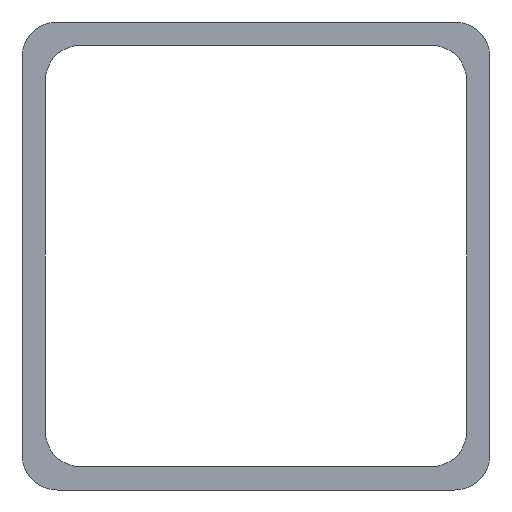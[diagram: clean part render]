
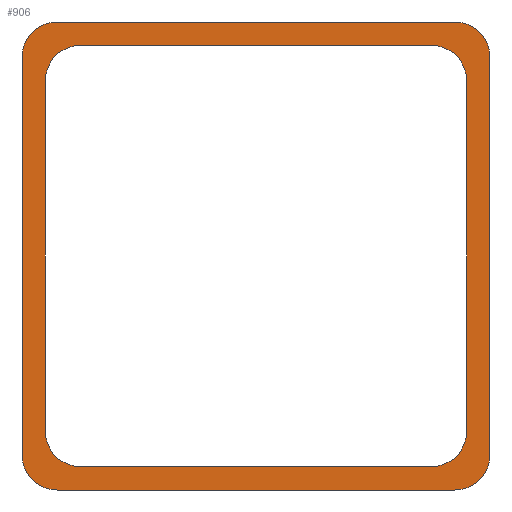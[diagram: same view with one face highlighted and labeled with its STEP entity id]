
A CAD part, left-side view. The second image highlights one B-rep face of the part: STEP entity #906.
In plain terms, the highlighted planar face has unit normal (-1, 0, 0).
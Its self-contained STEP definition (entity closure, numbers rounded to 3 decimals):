
#28=FACE_BOUND('',#154,.T.);
#55=PLANE('',#998);
#96=FACE_OUTER_BOUND('',#153,.T.);
#153=EDGE_LOOP('',(#781,#782,#783,#784,#785,#786,#787,#788));
#154=EDGE_LOOP('',(#789,#790,#791,#792,#793,#794,#795,#796));
#223=LINE('',#1422,#311);
#226=LINE('',#1428,#314);
#237=LINE('',#1468,#325);
#241=LINE('',#1486,#329);
#244=LINE('',#1492,#332);
#245=LINE('',#1496,#333);
#246=LINE('',#1500,#334);
#247=LINE('',#1502,#335);
#311=VECTOR('',#1157,10.);
#314=VECTOR('',#1162,10.);
#325=VECTOR('',#1207,10.);
#329=VECTOR('',#1225,10.);
#332=VECTOR('',#1230,10.);
#333=VECTOR('',#1233,10.);
#334=VECTOR('',#1236,10.);
#335=VECTOR('',#1239,10.);
#370=CIRCLE('',#983,3.);
#371=CIRCLE('',#985,3.);
#373=CIRCLE('',#988,3.);
#375=CIRCLE('',#992,3.);
#377=CIRCLE('',#995,3.);
#379=CIRCLE('',#999,3.);
#380=CIRCLE('',#1000,3.);
#381=CIRCLE('',#1001,3.);
#435=VERTEX_POINT('',#1419);
#436=VERTEX_POINT('',#1421);
#437=VERTEX_POINT('',#1425);
#438=VERTEX_POINT('',#1427);
#446=VERTEX_POINT('',#1451);
#447=VERTEX_POINT('',#1455);
#449=VERTEX_POINT('',#1461);
#451=VERTEX_POINT('',#1470);
#453=VERTEX_POINT('',#1476);
#454=VERTEX_POINT('',#1477);
#457=VERTEX_POINT('',#1485);
#459=VERTEX_POINT('',#1491);
#460=VERTEX_POINT('',#1493);
#461=VERTEX_POINT('',#1495);
#462=VERTEX_POINT('',#1497);
#463=VERTEX_POINT('',#1499);
#543=EDGE_CURVE('',#436,#435,#223,.T.);
#546=EDGE_CURVE('',#438,#437,#226,.T.);
#558=EDGE_CURVE('',#436,#446,#370,.T.);
#560=EDGE_CURVE('',#447,#435,#371,.T.);
#563=EDGE_CURVE('',#438,#449,#373,.T.);
#567=EDGE_CURVE('',#447,#449,#237,.T.);
#568=EDGE_CURVE('',#451,#437,#375,.T.);
#571=EDGE_CURVE('',#453,#454,#377,.T.);
#575=EDGE_CURVE('',#457,#454,#241,.T.);
#578=EDGE_CURVE('',#453,#459,#244,.T.);
#579=EDGE_CURVE('',#460,#459,#379,.T.);
#580=EDGE_CURVE('',#460,#461,#245,.T.);
#581=EDGE_CURVE('',#462,#461,#380,.T.);
#582=EDGE_CURVE('',#462,#463,#246,.T.);
#583=EDGE_CURVE('',#457,#463,#381,.T.);
#584=EDGE_CURVE('',#451,#446,#247,.T.);
#781=ORIENTED_EDGE('',*,*,#571,.F.);
#782=ORIENTED_EDGE('',*,*,#578,.T.);
#783=ORIENTED_EDGE('',*,*,#579,.F.);
#784=ORIENTED_EDGE('',*,*,#580,.T.);
#785=ORIENTED_EDGE('',*,*,#581,.F.);
#786=ORIENTED_EDGE('',*,*,#582,.T.);
#787=ORIENTED_EDGE('',*,*,#583,.F.);
#788=ORIENTED_EDGE('',*,*,#575,.T.);
#789=ORIENTED_EDGE('',*,*,#584,.T.);
#790=ORIENTED_EDGE('',*,*,#558,.F.);
#791=ORIENTED_EDGE('',*,*,#543,.T.);
#792=ORIENTED_EDGE('',*,*,#560,.F.);
#793=ORIENTED_EDGE('',*,*,#567,.T.);
#794=ORIENTED_EDGE('',*,*,#563,.F.);
#795=ORIENTED_EDGE('',*,*,#546,.T.);
#796=ORIENTED_EDGE('',*,*,#568,.F.);
#906=ADVANCED_FACE('',(#96,#28),#55,.T.);
#983=AXIS2_PLACEMENT_3D('',#1452,#1187,#1188);
#985=AXIS2_PLACEMENT_3D('',#1456,#1192,#1193);
#988=AXIS2_PLACEMENT_3D('',#1462,#1199,#1200);
#992=AXIS2_PLACEMENT_3D('',#1471,#1210,#1211);
#995=AXIS2_PLACEMENT_3D('',#1478,#1217,#1218);
#998=AXIS2_PLACEMENT_3D('',#1490,#1228,#1229);
#999=AXIS2_PLACEMENT_3D('',#1494,#1231,#1232);
#1000=AXIS2_PLACEMENT_3D('',#1498,#1234,#1235);
#1001=AXIS2_PLACEMENT_3D('',#1501,#1237,#1238);
#1157=DIRECTION('',(0.,1.,0.));
#1162=DIRECTION('',(0.,-1.,0.));
#1187=DIRECTION('center_axis',(-1.,0.,0.));
#1188=DIRECTION('ref_axis',(0.,-0.707,-0.707));
#1192=DIRECTION('center_axis',(-1.,0.,0.));
#1193=DIRECTION('ref_axis',(0.,0.707,-0.707));
#1199=DIRECTION('center_axis',(-1.,0.,0.));
#1200=DIRECTION('ref_axis',(0.,0.707,0.707));
#1207=DIRECTION('',(0.,0.,1.));
#1210=DIRECTION('center_axis',(-1.,0.,0.));
#1211=DIRECTION('ref_axis',(0.,-0.707,0.707));
#1217=DIRECTION('center_axis',(1.,0.,0.));
#1218=DIRECTION('ref_axis',(0.,-0.707,-0.707));
#1225=DIRECTION('',(0.,-1.,0.));
#1228=DIRECTION('center_axis',(-1.,0.,0.));
#1229=DIRECTION('ref_axis',(0.,0.,1.));
#1230=DIRECTION('',(0.,0.,1.));
#1231=DIRECTION('center_axis',(1.,0.,0.));
#1232=DIRECTION('ref_axis',(0.,-0.707,0.707));
#1233=DIRECTION('',(0.,1.,0.));
#1234=DIRECTION('center_axis',(1.,0.,0.));
#1235=DIRECTION('ref_axis',(0.,0.707,0.707));
#1236=DIRECTION('',(0.,0.,-1.));
#1237=DIRECTION('center_axis',(1.,0.,0.));
#1238=DIRECTION('ref_axis',(0.,0.707,-0.707));
#1239=DIRECTION('',(0.,0.,-1.));
#1419=CARTESIAN_POINT('',(-115.,15.,-228.));
#1421=CARTESIAN_POINT('',(-115.,-15.,-228.));
#1422=CARTESIAN_POINT('',(-115.,-18.,-228.));
#1425=CARTESIAN_POINT('',(-115.,-15.,-192.));
#1427=CARTESIAN_POINT('',(-115.,15.,-192.));
#1428=CARTESIAN_POINT('',(-115.,18.,-192.));
#1451=CARTESIAN_POINT('',(-115.,-18.,-225.));
#1452=CARTESIAN_POINT('Origin',(-115.,-15.,-225.));
#1455=CARTESIAN_POINT('',(-115.,18.,-225.));
#1456=CARTESIAN_POINT('Origin',(-115.,15.,-225.));
#1461=CARTESIAN_POINT('',(-115.,18.,-195.));
#1462=CARTESIAN_POINT('Origin',(-115.,15.,-195.));
#1468=CARTESIAN_POINT('',(-115.,18.,-228.));
#1470=CARTESIAN_POINT('',(-115.,-18.,-195.));
#1471=CARTESIAN_POINT('Origin',(-115.,-15.,-195.));
#1476=CARTESIAN_POINT('',(-115.,-20.,-227.));
#1477=CARTESIAN_POINT('',(-115.,-17.,-230.));
#1478=CARTESIAN_POINT('Origin',(-115.,-17.,-227.));
#1485=CARTESIAN_POINT('',(-115.,17.,-230.));
#1486=CARTESIAN_POINT('',(-115.,20.,-230.));
#1490=CARTESIAN_POINT('Origin',(-115.,0.,-210.));
#1491=CARTESIAN_POINT('',(-115.,-20.,-193.));
#1492=CARTESIAN_POINT('',(-115.,-20.,-230.));
#1493=CARTESIAN_POINT('',(-115.,-17.,-190.));
#1494=CARTESIAN_POINT('Origin',(-115.,-17.,-193.));
#1495=CARTESIAN_POINT('',(-115.,17.,-190.));
#1496=CARTESIAN_POINT('',(-115.,-20.,-190.));
#1497=CARTESIAN_POINT('',(-115.,20.,-193.));
#1498=CARTESIAN_POINT('Origin',(-115.,17.,-193.));
#1499=CARTESIAN_POINT('',(-115.,20.,-227.));
#1500=CARTESIAN_POINT('',(-115.,20.,-190.));
#1501=CARTESIAN_POINT('Origin',(-115.,17.,-227.));
#1502=CARTESIAN_POINT('',(-115.,-18.,-192.));
